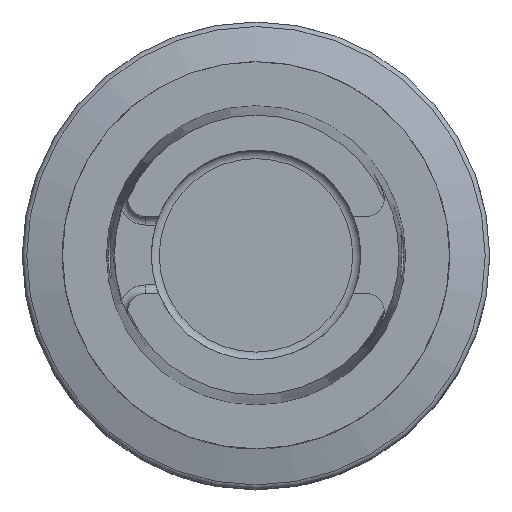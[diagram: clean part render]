
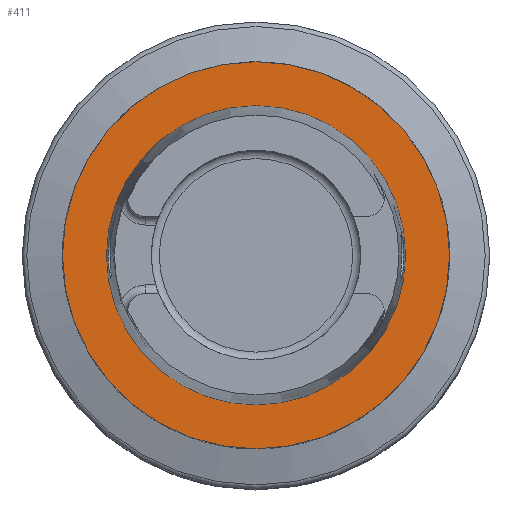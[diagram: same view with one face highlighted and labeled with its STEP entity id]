
A CAD part, top view. The second image highlights one B-rep face of the part: STEP entity #411.
In plain terms, the highlighted planar face has unit normal (0, 0, 1).
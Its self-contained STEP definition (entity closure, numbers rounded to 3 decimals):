
#64=PLANE('',#1437);
#165=CIRCLE('',#1400,31.47);
#183=CIRCLE('',#1435,24.321);
#411=ADVANCED_FACE('',(#495,#496),#64,.F.);
#495=FACE_BOUND('',#564,.T.);
#496=FACE_BOUND('',#565,.T.);
#564=EDGE_LOOP('',(#810));
#565=EDGE_LOOP('',(#811));
#810=ORIENTED_EDGE('',*,*,#1187,.T.);
#811=ORIENTED_EDGE('',*,*,#1263,.T.);
#1048=VERTEX_POINT('',#2304);
#1101=VERTEX_POINT('',#2599);
#1187=EDGE_CURVE('',#1048,#1048,#165,.T.);
#1263=EDGE_CURVE('',#1101,#1101,#183,.T.);
#1400=AXIS2_PLACEMENT_3D('',#2303,#1612,#1613);
#1435=AXIS2_PLACEMENT_3D('',#2598,#1720,#1721);
#1437=AXIS2_PLACEMENT_3D('',#2601,#1724,#1725);
#1612=DIRECTION('',(0.,0.,1.));
#1613=DIRECTION('',(1.,0.,0.));
#1720=DIRECTION('',(0.,0.,-1.));
#1721=DIRECTION('',(1.,0.,0.));
#1724=DIRECTION('',(0.,0.,-1.));
#1725=DIRECTION('',(1.,0.,0.));
#2303=CARTESIAN_POINT('',(0.,0.,0.));
#2304=CARTESIAN_POINT('',(31.47,0.,0.));
#2598=CARTESIAN_POINT('',(0.,0.,0.));
#2599=CARTESIAN_POINT('',(24.321,0.,0.));
#2601=CARTESIAN_POINT('',(0.,-25.43,0.));
